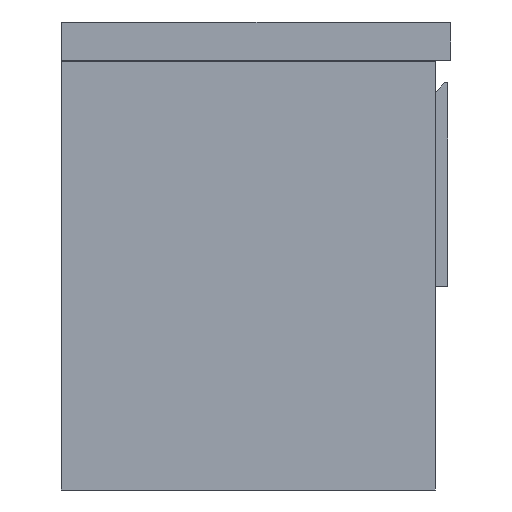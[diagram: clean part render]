
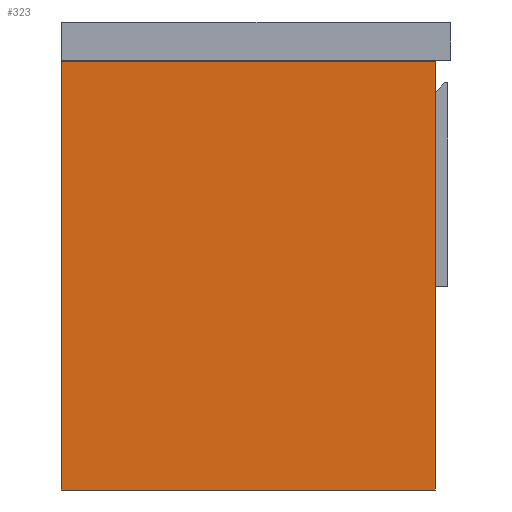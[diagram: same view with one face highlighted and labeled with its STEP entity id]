
A CAD part, left-side view. The second image highlights one B-rep face of the part: STEP entity #323.
In plain terms, the highlighted planar face has unit normal (-1, 0, 0).
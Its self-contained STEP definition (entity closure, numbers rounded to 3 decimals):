
#323=ADVANCED_FACE('',(#395),#1218,.T.);
#395=FACE_OUTER_BOUND('',#467,.T.);
#467=EDGE_LOOP('',(#653,#654,#655,#656));
#653=ORIENTED_EDGE('',*,*,#885,.T.);
#654=ORIENTED_EDGE('',*,*,#886,.T.);
#655=ORIENTED_EDGE('',*,*,#887,.T.);
#656=ORIENTED_EDGE('',*,*,#883,.F.);
#883=EDGE_CURVE('',#1141,#1142,#1034,.T.);
#885=EDGE_CURVE('',#1141,#1143,#1036,.T.);
#886=EDGE_CURVE('',#1143,#1144,#1037,.T.);
#887=EDGE_CURVE('',#1144,#1142,#1038,.T.);
#1034=B_SPLINE_CURVE_WITH_KNOTS('',1,(#1746,#1747),.UNSPECIFIED.,.F.,.F.,
(2,2),(0.,480.),.UNSPECIFIED.);
#1036=B_SPLINE_CURVE_WITH_KNOTS('',1,(#1750,#1751),.UNSPECIFIED.,.F.,.F.,
(2,2),(0.,550.),.UNSPECIFIED.);
#1037=B_SPLINE_CURVE_WITH_KNOTS('',1,(#1752,#1753),.UNSPECIFIED.,.F.,.F.,
(2,2),(0.,480.),.UNSPECIFIED.);
#1038=B_SPLINE_CURVE_WITH_KNOTS('',1,(#1754,#1755),.UNSPECIFIED.,.F.,.F.,
(2,2),(0.,550.),.UNSPECIFIED.);
#1141=VERTEX_POINT('',#1732);
#1142=VERTEX_POINT('',#1733);
#1143=VERTEX_POINT('',#1734);
#1144=VERTEX_POINT('',#1735);
#1218=PLANE('',#1375);
#1375=AXIS2_PLACEMENT_3D('',#1724,#1455,$);
#1455=DIRECTION('',(-1.,0.,0.));
#1724=CARTESIAN_POINT('',(-744.,-330.,-48.));
#1732=CARTESIAN_POINT('',(-744.,275.,0.));
#1733=CARTESIAN_POINT('',(-744.,275.,480.));
#1734=CARTESIAN_POINT('',(-744.,-275.,0.));
#1735=CARTESIAN_POINT('',(-744.,-275.,480.));
#1746=CARTESIAN_POINT('',(-744.,275.,0.));
#1747=CARTESIAN_POINT('',(-744.,275.,480.));
#1750=CARTESIAN_POINT('',(-744.,275.,0.));
#1751=CARTESIAN_POINT('',(-744.,-275.,0.));
#1752=CARTESIAN_POINT('',(-744.,-275.,0.));
#1753=CARTESIAN_POINT('',(-744.,-275.,480.));
#1754=CARTESIAN_POINT('',(-744.,-275.,480.));
#1755=CARTESIAN_POINT('',(-744.,275.,480.));
